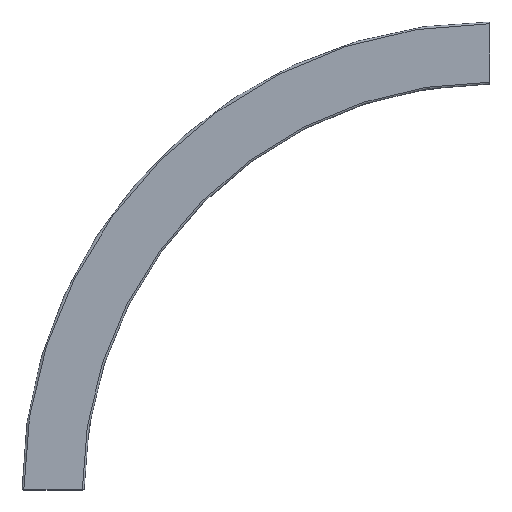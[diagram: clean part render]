
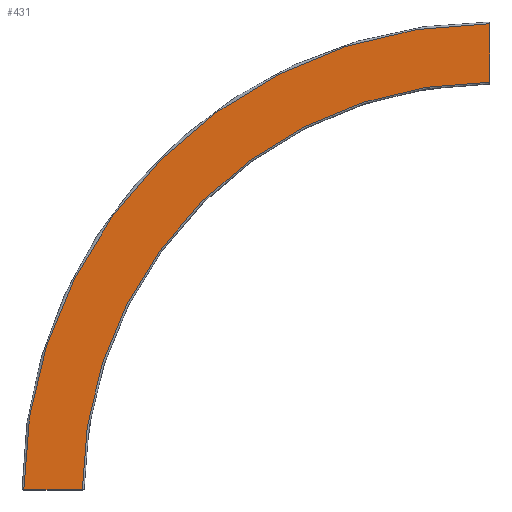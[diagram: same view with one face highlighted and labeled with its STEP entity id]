
A CAD part, top view. The second image highlights one B-rep face of the part: STEP entity #431.
In plain terms, the highlighted face is planar.
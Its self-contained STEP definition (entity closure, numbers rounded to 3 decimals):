
#42=LINE('',#728,#74);
#45=LINE('',#749,#77);
#74=VECTOR('',#577,10.);
#77=VECTOR('',#604,10.);
#106=PLANE('',#515);
#125=FACE_OUTER_BOUND('',#151,.T.);
#151=EDGE_LOOP('',(#326,#327,#328,#329));
#184=CIRCLE('',#512,174.25);
#187=CIRCLE('',#516,199.25);
#209=VERTEX_POINT('',#725);
#210=VERTEX_POINT('',#727);
#214=VERTEX_POINT('',#741);
#216=VERTEX_POINT('',#747);
#250=EDGE_CURVE('',#209,#210,#42,.T.);
#257=EDGE_CURVE('',#210,#214,#184,.T.);
#260=EDGE_CURVE('',#216,#209,#187,.T.);
#261=EDGE_CURVE('',#214,#216,#45,.T.);
#326=ORIENTED_EDGE('',*,*,#257,.F.);
#327=ORIENTED_EDGE('',*,*,#250,.F.);
#328=ORIENTED_EDGE('',*,*,#260,.F.);
#329=ORIENTED_EDGE('',*,*,#261,.F.);
#431=ADVANCED_FACE('',(#125),#106,.F.);
#512=AXIS2_PLACEMENT_3D('',#742,#594,#595);
#515=AXIS2_PLACEMENT_3D('',#746,#600,#601);
#516=AXIS2_PLACEMENT_3D('',#748,#602,#603);
#577=DIRECTION('',(0.,-1.,0.));
#594=DIRECTION('center_axis',(0.,0.,-1.));
#595=DIRECTION('ref_axis',(0.707,0.707,0.));
#600=DIRECTION('center_axis',(0.,0.,1.));
#601=DIRECTION('ref_axis',(1.,0.,0.));
#602=DIRECTION('center_axis',(0.,0.,1.));
#603=DIRECTION('ref_axis',(0.707,0.707,0.));
#604=DIRECTION('',(1.,0.,0.));
#725=CARTESIAN_POINT('',(0.,199.25,0.));
#727=CARTESIAN_POINT('',(0.,174.25,0.));
#728=CARTESIAN_POINT('',(0.,125.,0.));
#741=CARTESIAN_POINT('',(174.25,0.,0.));
#742=CARTESIAN_POINT('Origin',(0.,0.,0.));
#746=CARTESIAN_POINT('Origin',(0.,0.,0.));
#747=CARTESIAN_POINT('',(199.25,0.,0.));
#748=CARTESIAN_POINT('Origin',(0.,0.,0.));
#749=CARTESIAN_POINT('',(0.,0.,0.));
